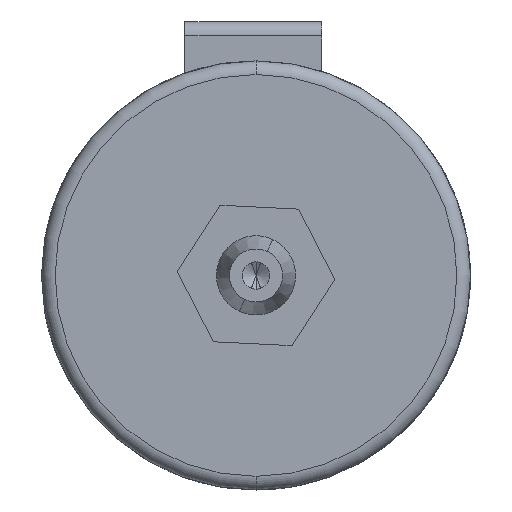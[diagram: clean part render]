
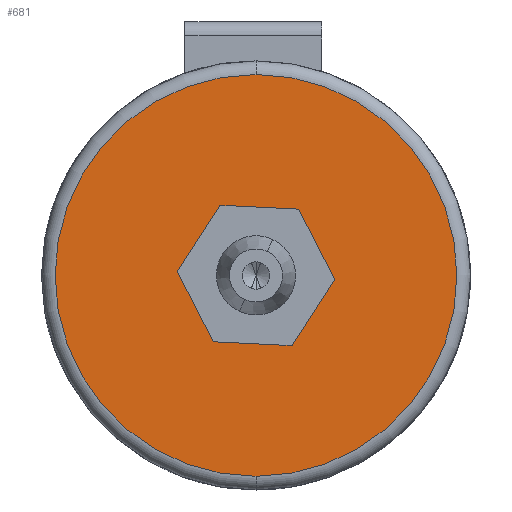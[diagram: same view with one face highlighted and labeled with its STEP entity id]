
A CAD part, front view. The second image highlights one B-rep face of the part: STEP entity #681.
In plain terms, the highlighted planar face has unit normal (0, -1, 0).
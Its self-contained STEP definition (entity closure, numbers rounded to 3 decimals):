
#54 = ORIENTED_EDGE ( 'NONE', *, *, #734, .F. ) ;
#63 = DIRECTION ( 'NONE',  ( 0., 0., 1. ) ) ;
#161 = DIRECTION ( 'NONE',  ( 0., 0., 1. ) ) ;
#196 = FACE_BOUND ( 'NONE', #1045, .T. ) ;
#380 = CARTESIAN_POINT ( 'NONE',  ( 0., 0., -7.35 ) ) ;
#512 = CIRCLE ( 'NONE', #2759, 1.25 ) ;
#590 = DIRECTION ( 'NONE',  ( 0., 1., 0. ) ) ;
#601 = DIRECTION ( 'NONE',  ( 0., -1., 0. ) ) ;
#606 = DIRECTION ( 'NONE',  ( 0., 0., -1. ) ) ;
#681 = ADVANCED_FACE ( 'NONE', ( #196, #747 ), #2036, .F. ) ;
#699 = CIRCLE ( 'NONE', #2750, 7.35 ) ;
#712 = AXIS2_PLACEMENT_3D ( 'NONE', #2636, #590, #161 ) ;
#734 = EDGE_CURVE ( 'NONE', #2951, #3929, #512, .T. ) ;
#747 = FACE_OUTER_BOUND ( 'NONE', #2094, .T. ) ;
#837 = CIRCLE ( 'NONE', #3208, 7.35 ) ;
#900 = DIRECTION ( 'NONE',  ( 0., -1., 0. ) ) ;
#1045 = EDGE_LOOP ( 'NONE', ( #54, #3015 ) ) ;
#1106 = VERTEX_POINT ( 'NONE', #380 ) ;
#1179 = DIRECTION ( 'NONE',  ( 0., 0., -1. ) ) ;
#1217 = CARTESIAN_POINT ( 'NONE',  ( 0., 0., 0. ) ) ;
#1299 = ORIENTED_EDGE ( 'NONE', *, *, #2300, .T. ) ;
#1744 = AXIS2_PLACEMENT_3D ( 'NONE', #1217, #900, #1179 ) ;
#2023 = EDGE_CURVE ( 'NONE', #1106, #3421, #837, .T. ) ;
#2036 = PLANE ( 'NONE',  #712 ) ;
#2041 = CARTESIAN_POINT ( 'NONE',  ( 0., 0., 0. ) ) ;
#2072 = DIRECTION ( 'NONE',  ( 0., 0., 1. ) ) ;
#2094 = EDGE_LOOP ( 'NONE', ( #1299, #3374 ) ) ;
#2106 = CARTESIAN_POINT ( 'NONE',  ( 0., 0., 0. ) ) ;
#2165 = CARTESIAN_POINT ( 'NONE',  ( 0., 0., 0. ) ) ;
#2179 = CARTESIAN_POINT ( 'NONE',  ( 0., 0., 1.25 ) ) ;
#2300 = EDGE_CURVE ( 'NONE', #3421, #1106, #699, .T. ) ;
#2350 = CARTESIAN_POINT ( 'NONE',  ( 0., 0., 7.35 ) ) ;
#2408 = DIRECTION ( 'NONE',  ( 0., -1., 0. ) ) ;
#2636 = CARTESIAN_POINT ( 'NONE',  ( 0., 0., 0. ) ) ;
#2750 = AXIS2_PLACEMENT_3D ( 'NONE', #2041, #2408, #2072 ) ;
#2759 = AXIS2_PLACEMENT_3D ( 'NONE', #2106, #3288, #606 ) ;
#2951 = VERTEX_POINT ( 'NONE', #3004 ) ;
#3004 = CARTESIAN_POINT ( 'NONE',  ( 0., 0., -1.25 ) ) ;
#3015 = ORIENTED_EDGE ( 'NONE', *, *, #3636, .F. ) ;
#3208 = AXIS2_PLACEMENT_3D ( 'NONE', #2165, #601, #63 ) ;
#3288 = DIRECTION ( 'NONE',  ( 0., -1., 0. ) ) ;
#3374 = ORIENTED_EDGE ( 'NONE', *, *, #2023, .T. ) ;
#3421 = VERTEX_POINT ( 'NONE', #2350 ) ;
#3636 = EDGE_CURVE ( 'NONE', #3929, #2951, #3700, .T. ) ;
#3700 = CIRCLE ( 'NONE', #1744, 1.25 ) ;
#3929 = VERTEX_POINT ( 'NONE', #2179 ) ;
